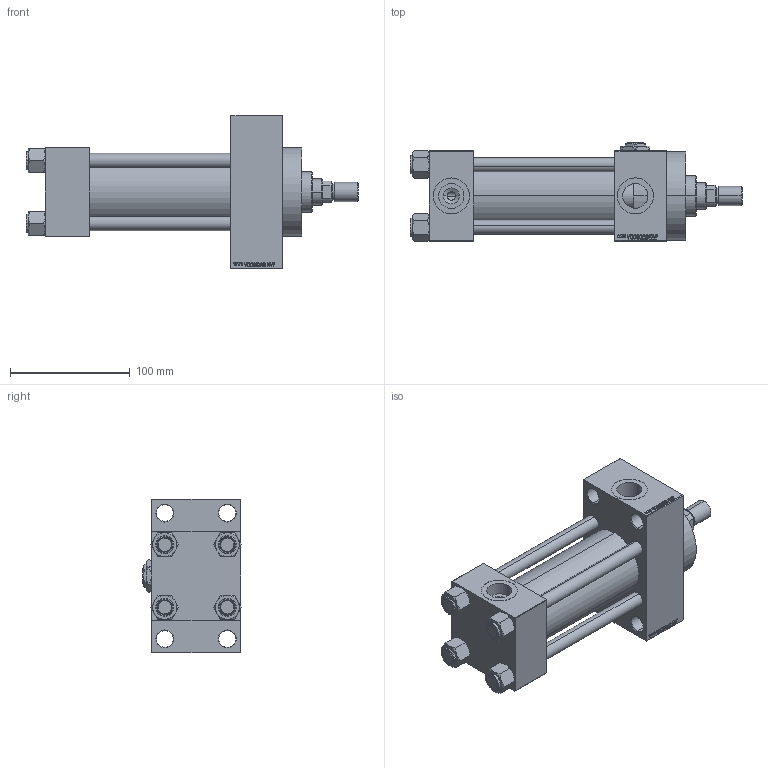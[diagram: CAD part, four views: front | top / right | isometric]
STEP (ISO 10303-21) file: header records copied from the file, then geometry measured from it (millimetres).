
FILE_DESCRIPTION (( 'STEP AP203' ), '1' );
FILE_NAME ('36d2.STEP', '2022-04-16T04:22:39', ( '' ), ( '' ), 'SwSTEP 2.0', 'SolidWorks 2019', '' );
FILE_SCHEMA (( 'CONFIG_CONTROL_DESIGN' ));
Length unit declared in the file: millimetre
Products named in the file (8): V215_VC_A 282c7795a6fcdc6d3fe08dd5325f9936; V215CR_D_Body 282c7795a6fcdc6d3fe08dd5325f9936; V215CR_D_TYCINKA 282c7795a6fcdc6d3fe08dd5325f9936; V215CR_VCP_D 282c7795a6fcdc6d3fe08dd5325f9936; ROD_END_AH 282c7795a6fcdc6d3fe08dd5325f9936; Zatka_pro_OIL_PORT 282c7795a6fcdc6d3fe08dd5325f9936; NUT_M5_D 282c7795a6fcdc6d3fe08dd5325f9936; 36d2
Assembly tree (13 placements, depth 2):
  36d2
    V215CR_D_Body 282c7795a6fcdc6d3fe08dd5325f9936
    V215CR_VCP_D 282c7795a6fcdc6d3fe08dd5325f9936
    NUT_M5_D 282c7795a6fcdc6d3fe08dd5325f9936  x4
    V215CR_D_TYCINKA 282c7795a6fcdc6d3fe08dd5325f9936  x4
    V215_VC_A 282c7795a6fcdc6d3fe08dd5325f9936
    ROD_END_AH 282c7795a6fcdc6d3fe08dd5325f9936
    Zatka_pro_OIL_PORT 282c7795a6fcdc6d3fe08dd5325f9936
Bounding box: 277 x 82.27 x 128 mm (x, y, z)
Volume: 879295.6 mm3; surface area: 202965.6 mm2
Topology: 13 solids, 13 shells, 1173 faces, 2907 edges, 1877 vertices
Faces by surface type: plane 527, bspline 368, cone 168, cylinder 100, torus 10
Entity records: 49629 total; most frequent: CARTESIAN_POINT 25758, ORIENTED_EDGE 5306, DIRECTION 3505, EDGE_CURVE 2653, VERTEX_POINT 1733, LINE 1557, VECTOR 1557, EDGE_LOOP 1192
